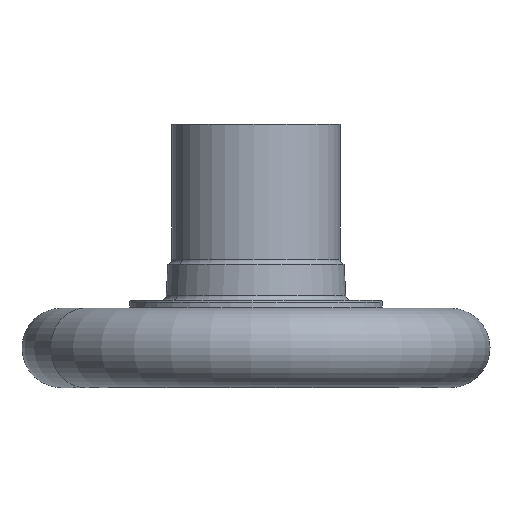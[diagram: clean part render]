
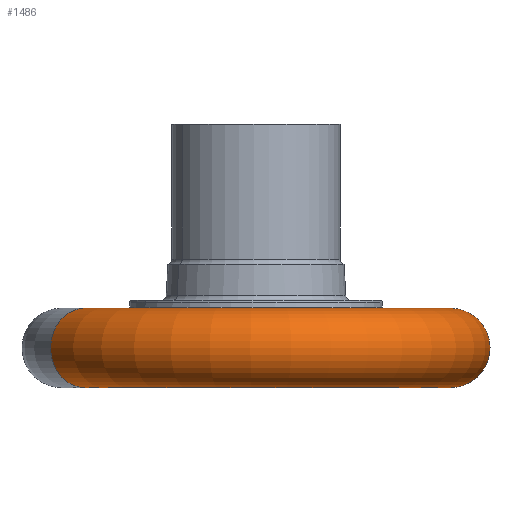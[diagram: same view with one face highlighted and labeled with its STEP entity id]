
A CAD part, front view. The second image highlights one B-rep face of the part: STEP entity #1486.
In plain terms, the highlighted toroidal (fillet/blend) face has major radius 7.348 mm and minor radius 1.501 mm.
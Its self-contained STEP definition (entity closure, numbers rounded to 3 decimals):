
#1434=AXIS2_PLACEMENT_3D('Circle Axis2P3D',#1432,#1433,$) ;
#1447=AXIS2_PLACEMENT_3D('Torus Axis2P3D',#1444,#1445,#1446) ;
#1451=AXIS2_PLACEMENT_3D('Circle Axis2P3D',#1449,#1450,$) ;
#1465=AXIS2_PLACEMENT_3D('Circle Axis2P3D',#1463,#1464,$) ;
#1477=AXIS2_PLACEMENT_3D('Circle Axis2P3D',#1475,#1476,$) ;
#1410=CARTESIAN_POINT('Vertex',(6.449,3.523,-0.299)) ;
#1417=CARTESIAN_POINT('Vertex',(-6.449,-3.523,-0.299)) ;
#1432=CARTESIAN_POINT('Axis2P3D Location',(0.,0.,-0.299)) ;
#1444=CARTESIAN_POINT('Axis2P3D Location',(0.,0.,-1.8)) ;
#1449=CARTESIAN_POINT('Axis2P3D Location',(6.449,3.523,-1.8)) ;
#1453=CARTESIAN_POINT('Vertex',(6.449,3.523,-3.301)) ;
#1460=CARTESIAN_POINT('Vertex',(-6.449,-3.523,-3.301)) ;
#1463=CARTESIAN_POINT('Axis2P3D Location',(-6.449,-3.523,-1.8)) ;
#1475=CARTESIAN_POINT('Axis2P3D Location',(0.,0.,-3.301)) ;
#1433=DIRECTION('Axis2P3D Direction',(0.,0.,1.)) ;
#1445=DIRECTION('Axis2P3D Direction',(0.,0.,1.)) ;
#1446=DIRECTION('Axis2P3D XDirection',(0.878,0.479,0.)) ;
#1450=DIRECTION('Axis2P3D Direction',(0.479,-0.878,0.)) ;
#1464=DIRECTION('Axis2P3D Direction',(-0.479,0.878,0.)) ;
#1476=DIRECTION('Axis2P3D Direction',(0.,0.,1.)) ;
#1481=ORIENTED_EDGE('',*,*,#1436,.F.) ;
#1482=ORIENTED_EDGE('',*,*,#1467,.T.) ;
#1483=ORIENTED_EDGE('',*,*,#1479,.T.) ;
#1484=ORIENTED_EDGE('',*,*,#1455,.F.) ;
#1486=ADVANCED_FACE('CUT',(#1485),#1448,.T.) ;
#1435=CIRCLE('generated circle',#1434,7.349) ;
#1452=CIRCLE('generated circle',#1451,1.501) ;
#1466=CIRCLE('generated circle',#1465,1.501) ;
#1478=CIRCLE('generated circle',#1477,7.349) ;
#1448=TOROIDAL_SURFACE('homeo Torus',#1447,7.348,1.501) ;
#1436=EDGE_CURVE('',#1418,#1411,#1435,.T.) ;
#1455=EDGE_CURVE('',#1411,#1454,#1452,.F.) ;
#1467=EDGE_CURVE('',#1418,#1461,#1466,.F.) ;
#1479=EDGE_CURVE('',#1461,#1454,#1478,.T.) ;
#1480=EDGE_LOOP('',(#1481,#1482,#1483,#1484)) ;
#1485=FACE_OUTER_BOUND('',#1480,.T.) ;
#1411=VERTEX_POINT('',#1410) ;
#1418=VERTEX_POINT('',#1417) ;
#1454=VERTEX_POINT('',#1453) ;
#1461=VERTEX_POINT('',#1460) ;
